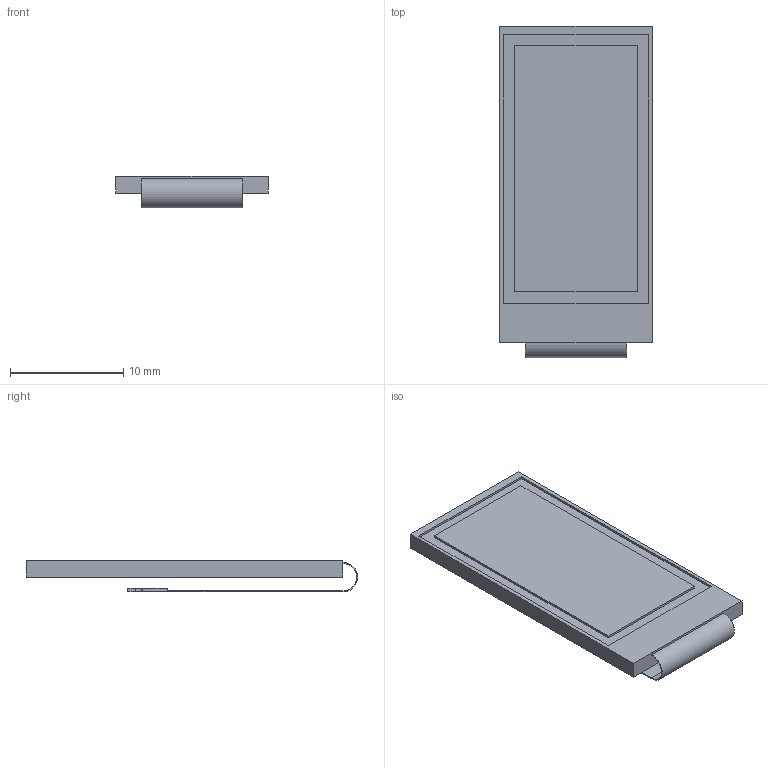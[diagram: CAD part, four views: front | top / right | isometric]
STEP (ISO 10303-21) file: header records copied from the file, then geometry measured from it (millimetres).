
FILE_DESCRIPTION(('FreeCAD Model'),'2;1');
FILE_NAME('Open CASCADE Shape Model','2026-02-01T04:31:46',(''),(''), 'Open CASCADE STEP processor 7.8','FreeCAD','Unknown');
FILE_SCHEMA(('AUTOMOTIVE_DESIGN { 1 0 10303 214 1 1 1 1 }'));
Length unit declared in the file: millimetre
Products named in the file (1): Body
Bounding box: 13.5 x 29.25 x 2.8 mm (x, y, z)
Volume: 571.8 mm3; surface area: 1244.3 mm2
Topology: 1 solids, 1 shells, 35 faces, 94 edges, 64 vertices
Faces by surface type: plane 29, cylinder 6
Full cylindrical faces by diameter (mm): 0.8 x2
Entity records: 1126 total; most frequent: CARTESIAN_POINT 194, ORIENTED_EDGE 188, DIRECTION 182, EDGE_CURVE 94, LINE 78, VECTOR 78, VERTEX_POINT 64, AXIS2_PLACEMENT_3D 52
